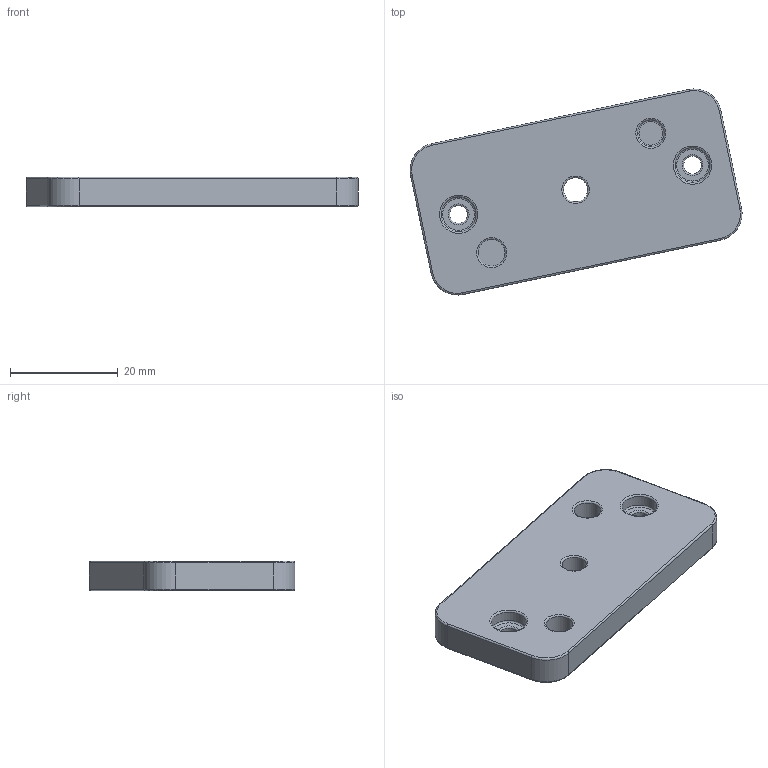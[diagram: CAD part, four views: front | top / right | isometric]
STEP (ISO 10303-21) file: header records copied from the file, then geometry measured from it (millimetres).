
FILE_DESCRIPTION(/* description */ ('STEP AP242','CAx-IF Rec.Pracs.---Representation and Presentation of Product Manufacturing Information (PMI)---4.0---2014-10-13','CAx-IF Rec.Pracs.---3D Tessellated Geometry---0.4---2014-09-14','2;1'),/* implementation_level */ '2;1');
FILE_NAME(/* name */ '677ccaa47b87bc6debb9c62d',/* time_stamp */ '2025-01-07T06:33:09Z',/* author */ (''),/* organization */ (''),/* preprocessor_version */ 'ST-DEVELOPER v20',/* originating_system */ 'ONSHAPE BY PTC INC, 1.191',/* authorisation */ ' ');
FILE_SCHEMA (('AP242_MANAGED_MODEL_BASED_3D_ENGINEERING_MIM_LF { 1 0 10303 442 1 1 4 }'));
Length unit declared in the file: millimetre
Products named in the file (1): Part 1
Bounding box: 61.73 x 38.3 x 5.5 mm (x, y, z)
Volume: 8652.6 mm3; surface area: 4512.5 mm2
Topology: 1 solids, 1 shells, 50 faces, 103 edges, 59 vertices
Faces by surface type: torus 21, cylinder 19, plane 10
Full cylindrical faces by diameter (mm): 3.3 x2, 4.5 x1, 5 x2, 6.5 x2
Entity records: 1248 total; most frequent: DIRECTION 244, CARTESIAN_POINT 193, ORIENTED_EDGE 166, AXIS2_PLACEMENT_3D 110, EDGE_CURVE 83, EDGE_LOOP 80, FACE_BOUND 80, VERTEX_POINT 59
